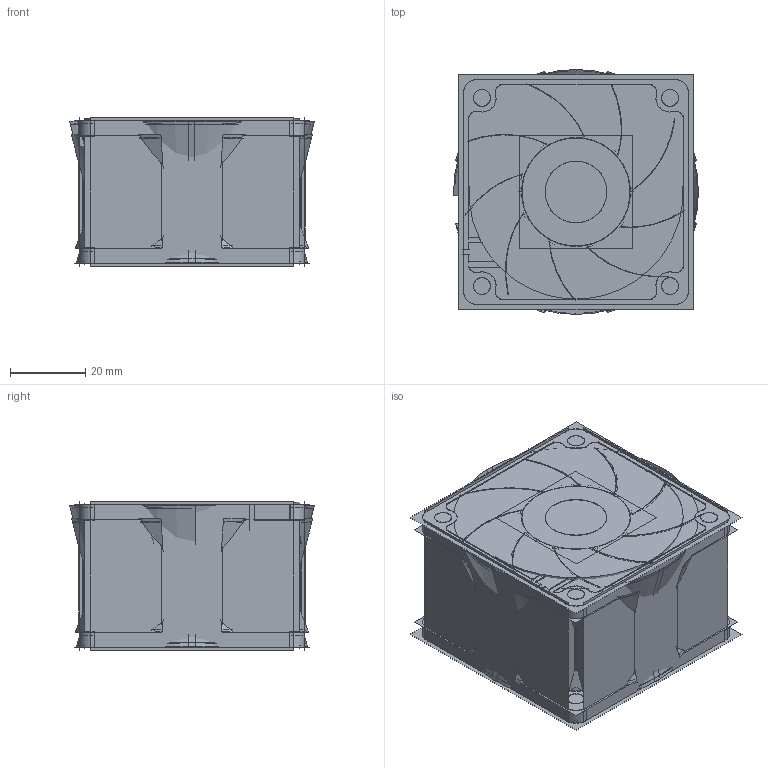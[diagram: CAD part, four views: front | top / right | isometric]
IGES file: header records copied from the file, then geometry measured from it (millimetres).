
Start section:  PTC IGES file: ad6038DS-HOUSING.igs
Bounding box: 65.13 x 65.14 x 39.52 mm (x, y, z)
Surface area: 75944 mm2 (no closed solid volume)
Topology: 0 solids, 0 shells, 526 faces, 9897 edges, 13220 vertices
Faces by surface type: revolution 268, bspline 258
